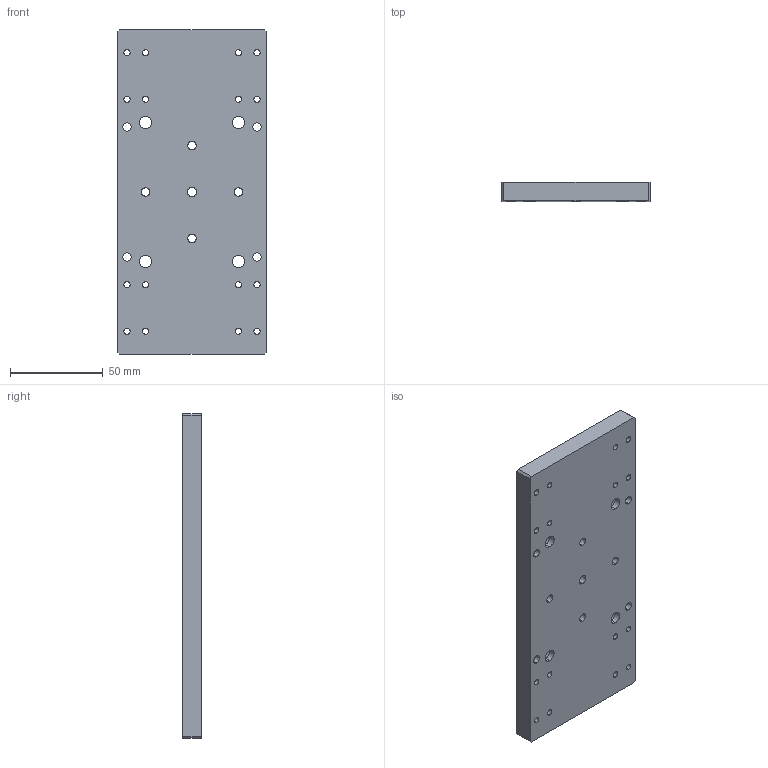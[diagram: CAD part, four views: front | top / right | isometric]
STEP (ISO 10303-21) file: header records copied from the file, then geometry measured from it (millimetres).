
FILE_DESCRIPTION (( 'STEP AP203' ), '1' );
FILE_NAME ('BP-A80D.step', '2019-05-08T10:15:44', ( '' ), ( '' ), 'SwSTEP 2.0', 'SolidWorks 2017', '' );
FILE_SCHEMA (( 'CONFIG_CONTROL_DESIGN' ));
Length unit declared in the file: millimetre
Products named in the file (1): BP-A80D
Bounding box: 80 x 10 x 175 mm (x, y, z)
Surface area: 36823.8 mm2 (no closed solid volume)
Topology: 0 solids, 6 shells, 120 faces, 562 edges, 460 vertices
Faces by surface type: cylinder 82, plane 38
Entity records: 5948 total; most frequent: CARTESIAN_POINT 1143, DIRECTION 968, ORIENTED_EDGE 844, EDGE_CURVE 562, VERTEX_POINT 460, LINE 398, VECTOR 398, AXIS2_PLACEMENT_3D 285
